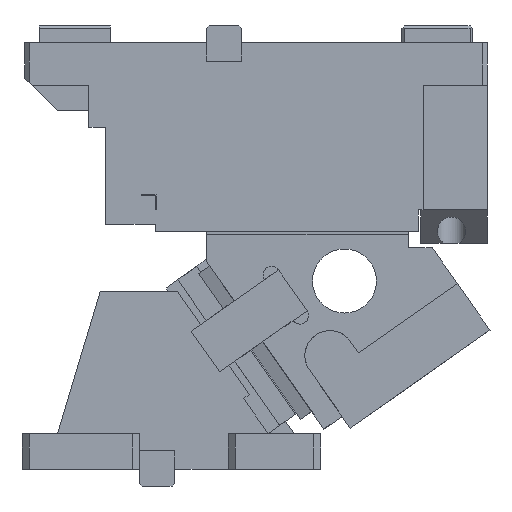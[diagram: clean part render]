
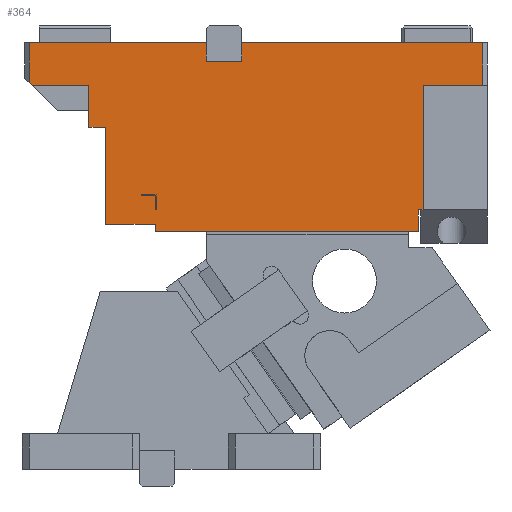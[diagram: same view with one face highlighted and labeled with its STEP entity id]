
A CAD part, left-side view. The second image highlights one B-rep face of the part: STEP entity #364.
In plain terms, the highlighted planar face has unit normal (-1, 0, 0).
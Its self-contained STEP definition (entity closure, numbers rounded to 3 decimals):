
#61=CARTESIAN_POINT('Vertex',(32.715,438.566,-132.594)) ;
#66=CARTESIAN_POINT('Line Origine',(32.715,531.066,-132.594)) ;
#70=CARTESIAN_POINT('Vertex',(32.715,623.566,-132.594)) ;
#135=CARTESIAN_POINT('Line Origine',(32.715,623.566,-130.094)) ;
#139=CARTESIAN_POINT('Vertex',(32.715,623.566,-127.594)) ;
#171=CARTESIAN_POINT('Axis2P3D Location',(32.715,538.079,-58.524)) ;
#176=CARTESIAN_POINT('Line Origine',(32.715,436.936,-117.594)) ;
#180=CARTESIAN_POINT('Vertex',(32.715,435.306,-117.594)) ;
#182=CARTESIAN_POINT('Vertex',(32.715,438.566,-117.594)) ;
#185=CARTESIAN_POINT('Line Origine',(32.715,435.306,-73.797)) ;
#189=CARTESIAN_POINT('Vertex',(32.715,435.306,-30.)) ;
#192=CARTESIAN_POINT('Line Origine',(32.715,414.306,-30.)) ;
#196=CARTESIAN_POINT('Vertex',(32.715,393.306,-30.)) ;
#199=CARTESIAN_POINT('Line Origine',(32.715,393.306,-15.)) ;
#203=CARTESIAN_POINT('Vertex',(32.715,393.306,0.)) ;
#206=CARTESIAN_POINT('Line Origine',(32.715,478.056,0.)) ;
#210=CARTESIAN_POINT('Vertex',(32.715,562.806,0.)) ;
#213=CARTESIAN_POINT('Line Origine',(32.715,562.806,-6.5)) ;
#217=CARTESIAN_POINT('Vertex',(32.715,562.806,-13.)) ;
#220=CARTESIAN_POINT('Line Origine',(32.715,575.306,-13.)) ;
#224=CARTESIAN_POINT('Vertex',(32.715,587.806,-13.)) ;
#227=CARTESIAN_POINT('Line Origine',(32.715,587.806,-6.5)) ;
#231=CARTESIAN_POINT('Vertex',(32.715,587.806,0.)) ;
#234=CARTESIAN_POINT('Line Origine',(32.715,650.056,0.)) ;
#238=CARTESIAN_POINT('Vertex',(32.715,712.306,0.)) ;
#241=CARTESIAN_POINT('Line Origine',(32.715,712.306,-13.96)) ;
#245=CARTESIAN_POINT('Vertex',(32.715,712.306,-27.921)) ;
#248=CARTESIAN_POINT('Line Origine',(32.715,711.238,-28.96)) ;
#252=CARTESIAN_POINT('Vertex',(32.715,710.17,-30.)) ;
#255=CARTESIAN_POINT('Line Origine',(32.715,690.238,-30.)) ;
#259=CARTESIAN_POINT('Vertex',(32.715,670.306,-30.)) ;
#262=CARTESIAN_POINT('Line Origine',(32.715,670.306,-44.798)) ;
#266=CARTESIAN_POINT('Vertex',(32.715,670.306,-59.596)) ;
#269=CARTESIAN_POINT('Line Origine',(32.715,664.436,-59.596)) ;
#273=CARTESIAN_POINT('Vertex',(32.715,658.566,-59.596)) ;
#276=CARTESIAN_POINT('Line Origine',(32.715,658.566,-93.595)) ;
#280=CARTESIAN_POINT('Vertex',(32.715,658.566,-127.594)) ;
#283=CARTESIAN_POINT('Line Origine',(32.715,641.066,-127.594)) ;
#288=CARTESIAN_POINT('Line Origine',(32.715,438.566,-125.094)) ;
#314=CARTESIAN_POINT('Line Origine',(32.715,633.566,-107.344)) ;
#318=CARTESIAN_POINT('Vertex',(32.715,633.566,-107.594)) ;
#320=CARTESIAN_POINT('Vertex',(32.715,633.566,-107.094)) ;
#323=CARTESIAN_POINT('Line Origine',(32.715,628.316,-107.094)) ;
#327=CARTESIAN_POINT('Vertex',(32.715,623.066,-107.094)) ;
#330=CARTESIAN_POINT('Line Origine',(32.715,623.066,-112.344)) ;
#334=CARTESIAN_POINT('Vertex',(32.715,623.066,-117.594)) ;
#337=CARTESIAN_POINT('Line Origine',(32.715,623.316,-117.594)) ;
#341=CARTESIAN_POINT('Vertex',(32.715,623.566,-117.594)) ;
#344=CARTESIAN_POINT('Line Origine',(32.715,623.566,-112.594)) ;
#348=CARTESIAN_POINT('Vertex',(32.715,623.566,-107.594)) ;
#351=CARTESIAN_POINT('Line Origine',(32.715,628.566,-107.594)) ;
#67=DIRECTION('Vector Direction',(0.,-1.,0.)) ;
#136=DIRECTION('Vector Direction',(0.,0.,1.)) ;
#172=DIRECTION('Axis2P3D Direction',(-1.,0.,0.)) ;
#173=DIRECTION('Axis2P3D XDirection',(0.,1.,0.)) ;
#177=DIRECTION('Vector Direction',(0.,1.,0.)) ;
#186=DIRECTION('Vector Direction',(0.,0.,-1.)) ;
#193=DIRECTION('Vector Direction',(0.,-1.,0.)) ;
#200=DIRECTION('Vector Direction',(0.,0.,-1.)) ;
#207=DIRECTION('Vector Direction',(0.,-1.,0.)) ;
#214=DIRECTION('Vector Direction',(0.,0.,-1.)) ;
#221=DIRECTION('Vector Direction',(0.,1.,0.)) ;
#228=DIRECTION('Vector Direction',(0.,0.,1.)) ;
#235=DIRECTION('Vector Direction',(0.,-1.,0.)) ;
#242=DIRECTION('Vector Direction',(0.,0.,1.)) ;
#249=DIRECTION('Vector Direction',(0.,-0.717,-0.698)) ;
#256=DIRECTION('Vector Direction',(0.,-1.,0.)) ;
#263=DIRECTION('Vector Direction',(0.,0.,-1.)) ;
#270=DIRECTION('Vector Direction',(0.,-1.,0.)) ;
#277=DIRECTION('Vector Direction',(0.,0.,-1.)) ;
#284=DIRECTION('Vector Direction',(0.,-1.,0.)) ;
#289=DIRECTION('Vector Direction',(0.,0.,1.)) ;
#315=DIRECTION('Vector Direction',(0.,0.,1.)) ;
#324=DIRECTION('Vector Direction',(0.,-1.,0.)) ;
#331=DIRECTION('Vector Direction',(0.,0.,-1.)) ;
#338=DIRECTION('Vector Direction',(0.,1.,0.)) ;
#345=DIRECTION('Vector Direction',(0.,0.,-1.)) ;
#352=DIRECTION('Vector Direction',(0.,1.,0.)) ;
#174=AXIS2_PLACEMENT_3D('Plane Axis2P3D',#171,#172,#173) ;
#294=ORIENTED_EDGE('',*,*,#184,.F.) ;
#295=ORIENTED_EDGE('',*,*,#191,.F.) ;
#296=ORIENTED_EDGE('',*,*,#198,.T.) ;
#297=ORIENTED_EDGE('',*,*,#205,.F.) ;
#298=ORIENTED_EDGE('',*,*,#212,.F.) ;
#299=ORIENTED_EDGE('',*,*,#219,.T.) ;
#300=ORIENTED_EDGE('',*,*,#226,.T.) ;
#301=ORIENTED_EDGE('',*,*,#233,.T.) ;
#302=ORIENTED_EDGE('',*,*,#240,.F.) ;
#303=ORIENTED_EDGE('',*,*,#247,.F.) ;
#304=ORIENTED_EDGE('',*,*,#254,.T.) ;
#305=ORIENTED_EDGE('',*,*,#261,.T.) ;
#306=ORIENTED_EDGE('',*,*,#268,.T.) ;
#307=ORIENTED_EDGE('',*,*,#275,.T.) ;
#308=ORIENTED_EDGE('',*,*,#282,.T.) ;
#309=ORIENTED_EDGE('',*,*,#287,.T.) ;
#310=ORIENTED_EDGE('',*,*,#141,.F.) ;
#311=ORIENTED_EDGE('',*,*,#72,.T.) ;
#312=ORIENTED_EDGE('',*,*,#292,.T.) ;
#357=ORIENTED_EDGE('',*,*,#322,.T.) ;
#358=ORIENTED_EDGE('',*,*,#329,.T.) ;
#359=ORIENTED_EDGE('',*,*,#336,.T.) ;
#360=ORIENTED_EDGE('',*,*,#343,.T.) ;
#361=ORIENTED_EDGE('',*,*,#350,.F.) ;
#362=ORIENTED_EDGE('',*,*,#355,.T.) ;
#363=FACE_BOUND('',#356,.T.) ;
#68=VECTOR('Line Direction',#67,1.) ;
#137=VECTOR('Line Direction',#136,1.) ;
#178=VECTOR('Line Direction',#177,1.) ;
#187=VECTOR('Line Direction',#186,1.) ;
#194=VECTOR('Line Direction',#193,1.) ;
#201=VECTOR('Line Direction',#200,1.) ;
#208=VECTOR('Line Direction',#207,1.) ;
#215=VECTOR('Line Direction',#214,1.) ;
#222=VECTOR('Line Direction',#221,1.) ;
#229=VECTOR('Line Direction',#228,1.) ;
#236=VECTOR('Line Direction',#235,1.) ;
#243=VECTOR('Line Direction',#242,1.) ;
#250=VECTOR('Line Direction',#249,1.) ;
#257=VECTOR('Line Direction',#256,1.) ;
#264=VECTOR('Line Direction',#263,1.) ;
#271=VECTOR('Line Direction',#270,1.) ;
#278=VECTOR('Line Direction',#277,1.) ;
#285=VECTOR('Line Direction',#284,1.) ;
#290=VECTOR('Line Direction',#289,1.) ;
#316=VECTOR('Line Direction',#315,1.) ;
#325=VECTOR('Line Direction',#324,1.) ;
#332=VECTOR('Line Direction',#331,1.) ;
#339=VECTOR('Line Direction',#338,1.) ;
#346=VECTOR('Line Direction',#345,1.) ;
#353=VECTOR('Line Direction',#352,1.) ;
#364=ADVANCED_FACE('CAM HOLDER',(#313,#363),#175,.T.) ;
#72=EDGE_CURVE('',#71,#62,#69,.T.) ;
#141=EDGE_CURVE('',#71,#140,#138,.T.) ;
#184=EDGE_CURVE('',#181,#183,#179,.T.) ;
#191=EDGE_CURVE('',#190,#181,#188,.T.) ;
#198=EDGE_CURVE('',#190,#197,#195,.T.) ;
#205=EDGE_CURVE('',#204,#197,#202,.T.) ;
#212=EDGE_CURVE('',#211,#204,#209,.T.) ;
#219=EDGE_CURVE('',#211,#218,#216,.T.) ;
#226=EDGE_CURVE('',#218,#225,#223,.T.) ;
#233=EDGE_CURVE('',#225,#232,#230,.T.) ;
#240=EDGE_CURVE('',#239,#232,#237,.T.) ;
#247=EDGE_CURVE('',#246,#239,#244,.T.) ;
#254=EDGE_CURVE('',#246,#253,#251,.T.) ;
#261=EDGE_CURVE('',#253,#260,#258,.T.) ;
#268=EDGE_CURVE('',#260,#267,#265,.T.) ;
#275=EDGE_CURVE('',#267,#274,#272,.T.) ;
#282=EDGE_CURVE('',#274,#281,#279,.T.) ;
#287=EDGE_CURVE('',#281,#140,#286,.T.) ;
#292=EDGE_CURVE('',#62,#183,#291,.T.) ;
#322=EDGE_CURVE('',#319,#321,#317,.T.) ;
#329=EDGE_CURVE('',#321,#328,#326,.T.) ;
#336=EDGE_CURVE('',#328,#335,#333,.T.) ;
#343=EDGE_CURVE('',#335,#342,#340,.T.) ;
#350=EDGE_CURVE('',#349,#342,#347,.T.) ;
#355=EDGE_CURVE('',#349,#319,#354,.T.) ;
#293=EDGE_LOOP('',(#294,#295,#296,#297,#298,#299,#300,#301,#302,#303,#304,#305,#306,#307,#308,#309,#310,#311,#312)) ;
#356=EDGE_LOOP('',(#357,#358,#359,#360,#361,#362)) ;
#313=FACE_OUTER_BOUND('',#293,.T.) ;
#69=LINE('Line',#66,#68) ;
#138=LINE('Line',#135,#137) ;
#179=LINE('Line',#176,#178) ;
#188=LINE('Line',#185,#187) ;
#195=LINE('Line',#192,#194) ;
#202=LINE('Line',#199,#201) ;
#209=LINE('Line',#206,#208) ;
#216=LINE('Line',#213,#215) ;
#223=LINE('Line',#220,#222) ;
#230=LINE('Line',#227,#229) ;
#237=LINE('Line',#234,#236) ;
#244=LINE('Line',#241,#243) ;
#251=LINE('Line',#248,#250) ;
#258=LINE('Line',#255,#257) ;
#265=LINE('Line',#262,#264) ;
#272=LINE('Line',#269,#271) ;
#279=LINE('Line',#276,#278) ;
#286=LINE('Line',#283,#285) ;
#291=LINE('Line',#288,#290) ;
#317=LINE('Line',#314,#316) ;
#326=LINE('Line',#323,#325) ;
#333=LINE('Line',#330,#332) ;
#340=LINE('Line',#337,#339) ;
#347=LINE('Line',#344,#346) ;
#354=LINE('Line',#351,#353) ;
#175=PLANE('Plane',#174) ;
#62=VERTEX_POINT('',#61) ;
#71=VERTEX_POINT('',#70) ;
#140=VERTEX_POINT('',#139) ;
#181=VERTEX_POINT('',#180) ;
#183=VERTEX_POINT('',#182) ;
#190=VERTEX_POINT('',#189) ;
#197=VERTEX_POINT('',#196) ;
#204=VERTEX_POINT('',#203) ;
#211=VERTEX_POINT('',#210) ;
#218=VERTEX_POINT('',#217) ;
#225=VERTEX_POINT('',#224) ;
#232=VERTEX_POINT('',#231) ;
#239=VERTEX_POINT('',#238) ;
#246=VERTEX_POINT('',#245) ;
#253=VERTEX_POINT('',#252) ;
#260=VERTEX_POINT('',#259) ;
#267=VERTEX_POINT('',#266) ;
#274=VERTEX_POINT('',#273) ;
#281=VERTEX_POINT('',#280) ;
#319=VERTEX_POINT('',#318) ;
#321=VERTEX_POINT('',#320) ;
#328=VERTEX_POINT('',#327) ;
#335=VERTEX_POINT('',#334) ;
#342=VERTEX_POINT('',#341) ;
#349=VERTEX_POINT('',#348) ;
